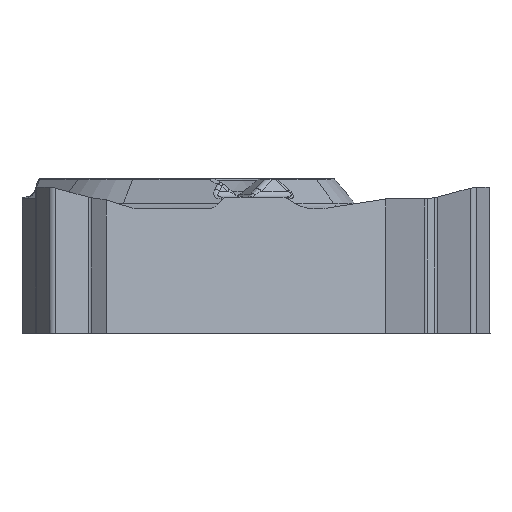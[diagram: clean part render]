
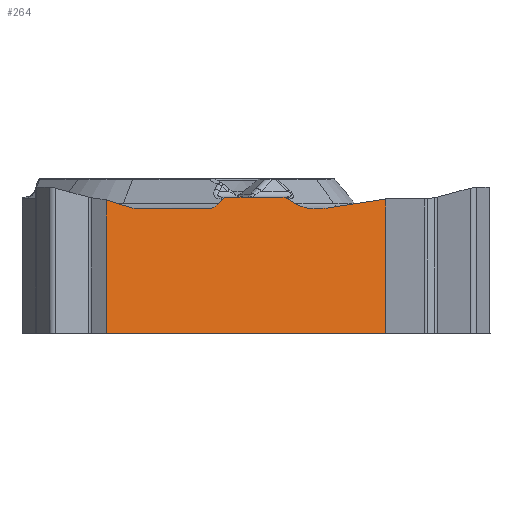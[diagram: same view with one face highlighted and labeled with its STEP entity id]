
A CAD part, front view. The second image highlights one B-rep face of the part: STEP entity #264.
In plain terms, the highlighted planar face has unit normal (0.5, -0.866, 0).
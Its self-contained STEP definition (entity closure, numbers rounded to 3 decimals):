
#264=ADVANCED_FACE('',(#507),#407,.F.);
#407=PLANE('',#3453);
#507=FACE_OUTER_BOUND('',#709,.T.);
#709=EDGE_LOOP('',(#1405,#1406,#1407,#1408,#1409,#1410,#1411,#1412,#1413,
#1414,#1415,#1416,#1417,#1418,#1419,#1420));
#896=CIRCLE('',#3452,0.415);
#1011=ELLIPSE('',#3447,0.83,0.415);
#1012=ELLIPSE('',#3448,0.83,0.415);
#1013=ELLIPSE('',#3449,0.3,0.15);
#1014=ELLIPSE('',#3450,0.177,0.15);
#1015=ELLIPSE('',#3451,0.489,0.415);
#1405=ORIENTED_EDGE('',*,*,#2518,.T.);
#1406=ORIENTED_EDGE('',*,*,#2519,.T.);
#1407=ORIENTED_EDGE('',*,*,#2520,.T.);
#1408=ORIENTED_EDGE('',*,*,#2521,.T.);
#1409=ORIENTED_EDGE('',*,*,#2522,.T.);
#1410=ORIENTED_EDGE('',*,*,#2523,.F.);
#1411=ORIENTED_EDGE('',*,*,#2524,.T.);
#1412=ORIENTED_EDGE('',*,*,#2525,.T.);
#1413=ORIENTED_EDGE('',*,*,#2526,.F.);
#1414=ORIENTED_EDGE('',*,*,#2386,.T.);
#1415=ORIENTED_EDGE('',*,*,#2527,.F.);
#1416=ORIENTED_EDGE('',*,*,#2528,.T.);
#1417=ORIENTED_EDGE('',*,*,#2529,.T.);
#1418=ORIENTED_EDGE('',*,*,#2530,.F.);
#1419=ORIENTED_EDGE('',*,*,#2531,.T.);
#1420=ORIENTED_EDGE('',*,*,#2532,.T.);
#2084=VERTEX_POINT('',#4894);
#2085=VERTEX_POINT('',#4896);
#2163=VERTEX_POINT('',#5643);
#2164=VERTEX_POINT('',#5644);
#2165=VERTEX_POINT('',#5646);
#2166=VERTEX_POINT('',#5648);
#2167=VERTEX_POINT('',#5650);
#2168=VERTEX_POINT('',#5652);
#2169=VERTEX_POINT('',#5654);
#2170=VERTEX_POINT('',#5656);
#2171=VERTEX_POINT('',#5658);
#2172=VERTEX_POINT('',#5661);
#2173=VERTEX_POINT('',#5663);
#2174=VERTEX_POINT('',#5665);
#2175=VERTEX_POINT('',#5667);
#2176=VERTEX_POINT('',#5669);
#2386=EDGE_CURVE('',#2085,#2084,#2837,.T.);
#2518=EDGE_CURVE('',#2163,#2164,#2877,.T.);
#2519=EDGE_CURVE('',#2164,#2165,#2878,.T.);
#2520=EDGE_CURVE('',#2165,#2166,#2879,.T.);
#2521=EDGE_CURVE('',#2166,#2167,#2880,.T.);
#2522=EDGE_CURVE('',#2167,#2168,#1011,.T.);
#2523=EDGE_CURVE('',#2169,#2168,#2881,.T.);
#2524=EDGE_CURVE('',#2169,#2170,#1012,.T.);
#2525=EDGE_CURVE('',#2170,#2171,#2882,.T.);
#2526=EDGE_CURVE('',#2085,#2171,#1013,.T.);
#2527=EDGE_CURVE('',#2172,#2084,#1014,.T.);
#2528=EDGE_CURVE('',#2172,#2173,#2883,.T.);
#2529=EDGE_CURVE('',#2173,#2174,#1015,.T.);
#2530=EDGE_CURVE('',#2175,#2174,#2884,.T.);
#2531=EDGE_CURVE('',#2175,#2176,#896,.T.);
#2532=EDGE_CURVE('',#2176,#2163,#2885,.T.);
#2837=LINE('',#4895,#3053);
#2877=LINE('',#5642,#3093);
#2878=LINE('',#5645,#3094);
#2879=LINE('',#5647,#3095);
#2880=LINE('',#5649,#3096);
#2881=LINE('',#5653,#3097);
#2882=LINE('',#5657,#3098);
#2883=LINE('',#5662,#3099);
#2884=LINE('',#5666,#3100);
#2885=LINE('',#5670,#3101);
#3053=VECTOR('',#3812,1.);
#3093=VECTOR('',#4046,1.);
#3094=VECTOR('',#4047,1.);
#3095=VECTOR('',#4048,1.);
#3096=VECTOR('',#4049,1.);
#3097=VECTOR('',#4052,1.);
#3098=VECTOR('',#4055,1.);
#3099=VECTOR('',#4060,1.);
#3100=VECTOR('',#4063,1.);
#3101=VECTOR('',#4066,1.);
#3447=AXIS2_PLACEMENT_3D('',#5651,#4050,#4051);
#3448=AXIS2_PLACEMENT_3D('',#5655,#4053,#4054);
#3449=AXIS2_PLACEMENT_3D('',#5659,#4056,#4057);
#3450=AXIS2_PLACEMENT_3D('',#5660,#4058,#4059);
#3451=AXIS2_PLACEMENT_3D('',#5664,#4061,#4062);
#3452=AXIS2_PLACEMENT_3D('',#5668,#4064,#4065);
#3453=AXIS2_PLACEMENT_3D('',#5671,#4067,#4068);
#3812=DIRECTION('',(-0.866,-0.5,0.));
#4046=DIRECTION('',(0.,0.,-1.));
#4047=DIRECTION('',(0.866,0.5,0.));
#4048=DIRECTION('',(0.,0.,1.));
#4049=DIRECTION('',(-0.858,-0.496,-0.133));
#4050=DIRECTION('',(-0.5,0.866,0.));
#4051=DIRECTION('',(-0.866,-0.5,0.));
#4052=DIRECTION('',(0.866,0.5,0.));
#4053=DIRECTION('',(-0.5,0.866,0.));
#4054=DIRECTION('',(0.866,0.5,0.));
#4055=DIRECTION('',(-0.744,-0.43,0.512));
#4056=DIRECTION('',(-0.5,0.866,0.));
#4057=DIRECTION('',(0.866,0.5,0.));
#4058=DIRECTION('',(-0.5,0.866,0.));
#4059=DIRECTION('',(-0.866,-0.5,0.));
#4060=DIRECTION('',(-0.609,-0.352,-0.711));
#4061=DIRECTION('',(-0.5,0.866,0.));
#4062=DIRECTION('',(0.866,0.5,0.));
#4063=DIRECTION('',(0.866,0.5,0.));
#4064=DIRECTION('',(-0.5,0.866,0.));
#4065=DIRECTION('',(0.,0.,-1.));
#4066=DIRECTION('',(-0.837,-0.483,0.259));
#4067=DIRECTION('',(-0.5,0.866,0.));
#4068=DIRECTION('',(0.,0.,-1.));
#4894=CARTESIAN_POINT('',(0.803,-5.036,-0.27));
#4895=CARTESIAN_POINT('',(5.129,-2.538,-0.27));
#4896=CARTESIAN_POINT('',(2.286,-4.179,-0.27));
#5642=CARTESIAN_POINT('',(-2.471,-6.926,0.));
#5643=CARTESIAN_POINT('',(-2.471,-6.926,-0.348));
#5644=CARTESIAN_POINT('',(-2.471,-6.926,-3.97));
#5645=CARTESIAN_POINT('',(-0.367,-5.711,-3.97));
#5646=CARTESIAN_POINT('',(5.114,-2.547,-3.97));
#5647=CARTESIAN_POINT('',(5.114,-2.547,0.));
#5648=CARTESIAN_POINT('',(5.114,-2.547,-0.321));
#5649=CARTESIAN_POINT('',(-0.233,-5.634,-1.148));
#5650=CARTESIAN_POINT('',(3.499,-3.479,-0.571));
#5651=CARTESIAN_POINT('',(3.313,-3.587,-0.17));
#5652=CARTESIAN_POINT('',(3.313,-3.587,-0.585));
#5653=CARTESIAN_POINT('',(-0.367,-5.711,-0.585));
#5654=CARTESIAN_POINT('',(3.2,-3.652,-0.585));
#5655=CARTESIAN_POINT('',(3.2,-3.652,-0.17));
#5656=CARTESIAN_POINT('',(2.65,-3.969,-0.437));
#5657=CARTESIAN_POINT('',(0.257,-5.351,1.209));
#5658=CARTESIAN_POINT('',(2.485,-4.064,-0.324));
#5659=CARTESIAN_POINT('',(2.286,-4.179,-0.42));
#5660=CARTESIAN_POINT('',(0.803,-5.036,-0.42));
#5661=CARTESIAN_POINT('',(0.685,-5.104,-0.324));
#5662=CARTESIAN_POINT('',(3.024,-3.754,2.405));
#5663=CARTESIAN_POINT('',(0.588,-5.16,-0.437));
#5664=CARTESIAN_POINT('',(0.264,-5.347,-0.17));
#5665=CARTESIAN_POINT('',(0.264,-5.347,-0.585));
#5666=CARTESIAN_POINT('',(5.129,-2.538,-0.585));
#5667=CARTESIAN_POINT('',(-1.656,-6.456,-0.585));
#5668=CARTESIAN_POINT('',(-1.656,-6.456,-0.17));
#5669=CARTESIAN_POINT('',(-1.749,-6.509,-0.571));
#5670=CARTESIAN_POINT('',(4.545,-2.875,-2.518));
#5671=CARTESIAN_POINT('',(-0.367,-5.711,0.));
